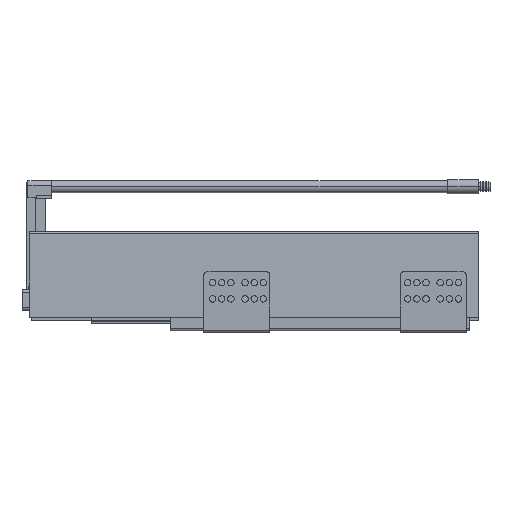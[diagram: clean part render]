
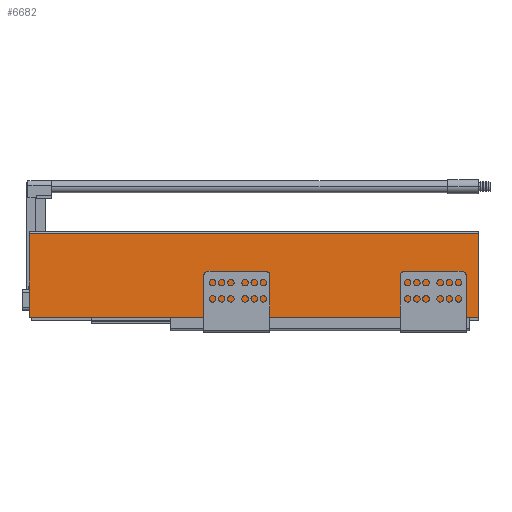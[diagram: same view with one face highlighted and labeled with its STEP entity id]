
A CAD part, top view. The second image highlights one B-rep face of the part: STEP entity #6682.
In plain terms, the highlighted planar face has unit normal (0, 0.052, 0.999).
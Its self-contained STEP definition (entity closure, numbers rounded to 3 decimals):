
#5 = AXIS2_PLACEMENT_3D ( 'NONE', #6968, #11468, #4187 ) ;
#27 = EDGE_LOOP ( 'NONE', ( #3867, #4849, #1918, #10570 ) ) ;
#388 = EDGE_CURVE ( 'NONE', #5567, #8332, #9773, .T. ) ;
#753 = EDGE_CURVE ( 'NONE', #5567, #4439, #11442, .T. ) ;
#770 = DIRECTION ( 'NONE',  ( 0., 0.999, -0.052 ) ) ;
#1719 = VECTOR ( 'NONE', #8247, 1000. ) ;
#1918 = ORIENTED_EDGE ( 'NONE', *, *, #388, .F. ) ;
#2312 = VECTOR ( 'NONE', #4807, 1000. ) ;
#2327 = CARTESIAN_POINT ( 'NONE',  ( -442., 0., 66.6 ) ) ;
#2845 = CARTESIAN_POINT ( 'NONE',  ( -442., 82.129, 62.296 ) ) ;
#3271 = VECTOR ( 'NONE', #770, 1000. ) ;
#3674 = CARTESIAN_POINT ( 'NONE',  ( 0., 0., 66.6 ) ) ;
#3867 = ORIENTED_EDGE ( 'NONE', *, *, #7385, .T. ) ;
#4187 = DIRECTION ( 'NONE',  ( 0., 0.999, -0.052 ) ) ;
#4439 = VERTEX_POINT ( 'NONE', #7558 ) ;
#4779 = VERTEX_POINT ( 'NONE', #6159 ) ;
#4807 = DIRECTION ( 'NONE',  ( 1., 0., 0. ) ) ;
#4849 = ORIENTED_EDGE ( 'NONE', *, *, #6656, .F. ) ;
#5100 = FACE_OUTER_BOUND ( 'NONE', #27, .T. ) ;
#5567 = VERTEX_POINT ( 'NONE', #10914 ) ;
#6159 = CARTESIAN_POINT ( 'NONE',  ( 0., 82.129, 62.296 ) ) ;
#6656 = EDGE_CURVE ( 'NONE', #8332, #4779, #11362, .T. ) ;
#6682 = ADVANCED_FACE ( 'NONE', ( #5100 ), #7021, .T. ) ;
#6824 = DIRECTION ( 'NONE',  ( 1., 0., 0. ) ) ;
#6968 = CARTESIAN_POINT ( 'NONE',  ( -442., 0., 66.6 ) ) ;
#7021 = PLANE ( 'NONE',  #5 ) ;
#7385 = EDGE_CURVE ( 'NONE', #4439, #4779, #9950, .T. ) ;
#7558 = CARTESIAN_POINT ( 'NONE',  ( 0., 0., 66.6 ) ) ;
#7956 = CARTESIAN_POINT ( 'NONE',  ( -442., 82.129, 62.296 ) ) ;
#8247 = DIRECTION ( 'NONE',  ( 0., 0.999, -0.052 ) ) ;
#8332 = VERTEX_POINT ( 'NONE', #7956 ) ;
#9271 = VECTOR ( 'NONE', #6824, 1000. ) ;
#9773 = LINE ( 'NONE', #10907, #3271 ) ;
#9950 = LINE ( 'NONE', #3674, #1719 ) ;
#10570 = ORIENTED_EDGE ( 'NONE', *, *, #753, .T. ) ;
#10907 = CARTESIAN_POINT ( 'NONE',  ( -442., 0., 66.6 ) ) ;
#10914 = CARTESIAN_POINT ( 'NONE',  ( -442., 0., 66.6 ) ) ;
#11362 = LINE ( 'NONE', #2845, #2312 ) ;
#11442 = LINE ( 'NONE', #2327, #9271 ) ;
#11468 = DIRECTION ( 'NONE',  ( 0., 0.052, 0.999 ) ) ;
